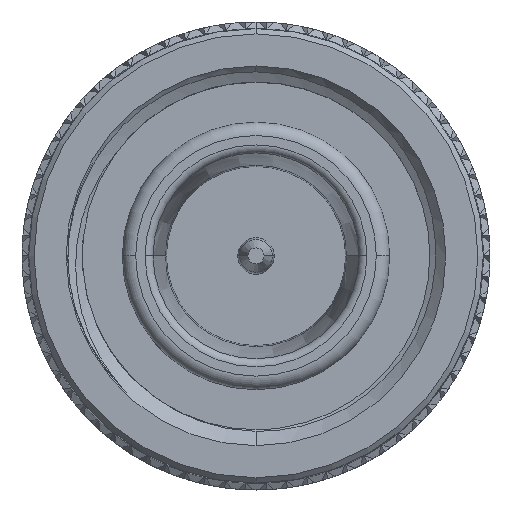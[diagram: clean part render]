
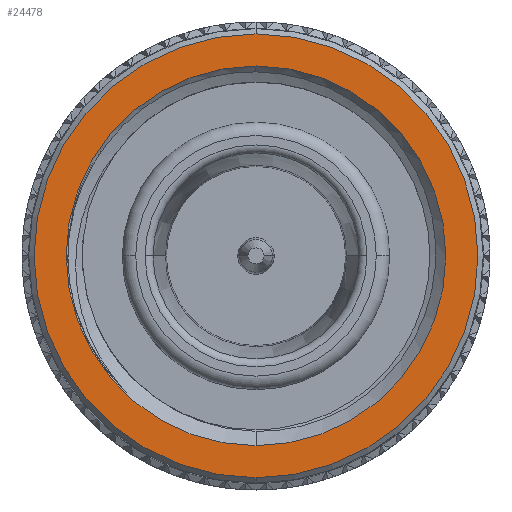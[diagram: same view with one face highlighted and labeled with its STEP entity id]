
A CAD part, top view. The second image highlights one B-rep face of the part: STEP entity #24478.
In plain terms, the highlighted planar face has unit normal (0, 0, 1).
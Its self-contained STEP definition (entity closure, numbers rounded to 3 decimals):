
#1090 = EDGE_LOOP ( 'NONE', ( #6641, #66909 ) ) ;
#2489 = AXIS2_PLACEMENT_3D ( 'NONE', #52995, #21520, #58341 ) ;
#3660 = DIRECTION ( 'NONE',  ( 0., 0., 1. ) ) ;
#6417 = VERTEX_POINT ( 'NONE', #38063 ) ;
#6582 = EDGE_CURVE ( 'NONE', #8076, #6417, #65906, .T. ) ;
#6641 = ORIENTED_EDGE ( 'NONE', *, *, #48469, .T. ) ;
#8076 = VERTEX_POINT ( 'NONE', #10872 ) ;
#9595 = CARTESIAN_POINT ( 'NONE',  ( 0., 0., -0.5 ) ) ;
#9594 = AXIS2_PLACEMENT_3D ( 'NONE', #60547, #29014, #65814 ) ;
#10872 = CARTESIAN_POINT ( 'NONE',  ( 0., -8.3, -0.5 ) ) ;
#10939 = VERTEX_POINT ( 'NONE', #11943 ) ;
#11943 = CARTESIAN_POINT ( 'NONE',  ( 0., -7.1, -0.5 ) ) ;
#12771 = ORIENTED_EDGE ( 'NONE', *, *, #34703, .F. ) ;
#13084 = AXIS2_PLACEMENT_3D ( 'NONE', #19581, #56318, #24826 ) ;
#14947 = DIRECTION ( 'NONE',  ( 0., 0., 1. ) ) ;
#16960 = AXIS2_PLACEMENT_3D ( 'NONE', #9595, #14947, #41050 ) ;
#18008 = FACE_BOUND ( 'NONE', #22132, .T. ) ;
#19581 = CARTESIAN_POINT ( 'NONE',  ( 0., 0., -0.5 ) ) ;
#19592 = CARTESIAN_POINT ( 'NONE',  ( 0., 7.1, -0.5 ) ) ;
#20783 = ORIENTED_EDGE ( 'NONE', *, *, #29527, .F. ) ;
#21520 = DIRECTION ( 'NONE',  ( 0., 0., 1. ) ) ;
#22132 = EDGE_LOOP ( 'NONE', ( #20783, #12771 ) ) ;
#24478 = ADVANCED_FACE ( 'NONE', ( #31997, #18008 ), #29890, .F. ) ;
#24712 = CIRCLE ( 'NONE', #39484, 7.1 ) ;
#24826 = DIRECTION ( 'NONE',  ( 0., 1., 0. ) ) ;
#29014 = DIRECTION ( 'NONE',  ( 0., 0., 1. ) ) ;
#29527 = EDGE_CURVE ( 'NONE', #10939, #65484, #24712, .T. ) ;
#29890 = PLANE ( 'NONE',  #13084 ) ;
#31188 = CIRCLE ( 'NONE', #2489, 8.3 ) ;
#31997 = FACE_OUTER_BOUND ( 'NONE', #1090, .T. ) ;
#34703 = EDGE_CURVE ( 'NONE', #65484, #10939, #44755, .T. ) ;
#35150 = CARTESIAN_POINT ( 'NONE',  ( 0., 0., -0.5 ) ) ;
#38063 = CARTESIAN_POINT ( 'NONE',  ( 0., 8.3, -0.5 ) ) ;
#39484 = AXIS2_PLACEMENT_3D ( 'NONE', #35150, #3660, #40385 ) ;
#40385 = DIRECTION ( 'NONE',  ( 0., -1., 0. ) ) ;
#41050 = DIRECTION ( 'NONE',  ( 0., -1., 0. ) ) ;
#44755 = CIRCLE ( 'NONE', #9594, 7.1 ) ;
#48469 = EDGE_CURVE ( 'NONE', #6417, #8076, #31188, .T. ) ;
#52995 = CARTESIAN_POINT ( 'NONE',  ( 0., 0., -0.5 ) ) ;
#56318 = DIRECTION ( 'NONE',  ( 0., 0., -1. ) ) ;
#58341 = DIRECTION ( 'NONE',  ( 0., -1., 0. ) ) ;
#60547 = CARTESIAN_POINT ( 'NONE',  ( 0., 0., -0.5 ) ) ;
#65484 = VERTEX_POINT ( 'NONE', #19592 ) ;
#65814 = DIRECTION ( 'NONE',  ( 0., -1., 0. ) ) ;
#65906 = CIRCLE ( 'NONE', #16960, 8.3 ) ;
#66909 = ORIENTED_EDGE ( 'NONE', *, *, #6582, .T. ) ;
